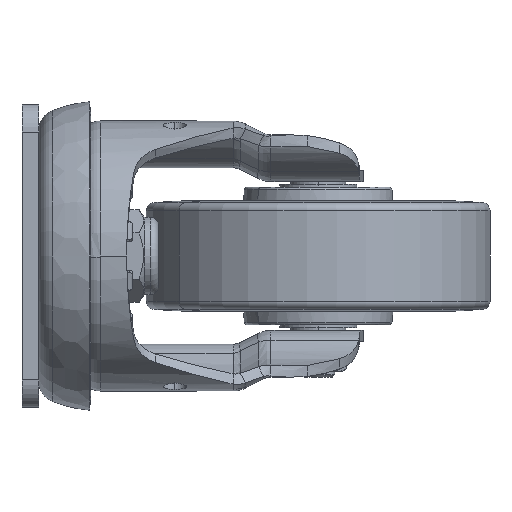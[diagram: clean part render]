
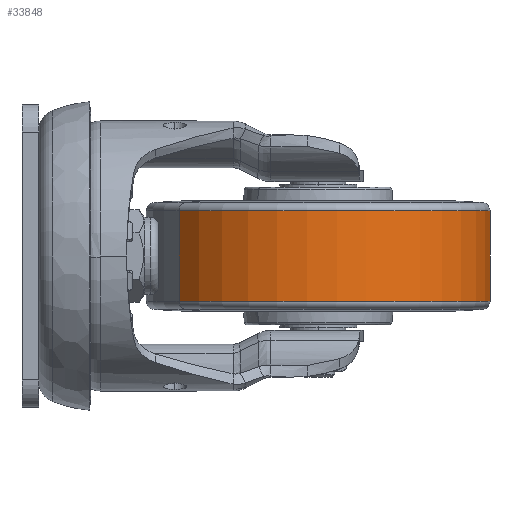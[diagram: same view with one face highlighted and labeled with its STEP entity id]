
A CAD part, left-side view. The second image highlights one B-rep face of the part: STEP entity #33848.
In plain terms, the highlighted cylindrical face has radius 62.5 mm (diameter 125 mm), a partial arc.
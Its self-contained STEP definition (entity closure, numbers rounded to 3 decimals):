
#56 = DIRECTION ( 'NONE',  ( 0., 0., 1. ) ) ;
#1299 = CIRCLE ( 'NONE', #29767, 62.5 ) ;
#2353 = VECTOR ( 'NONE', #22203, 1000. ) ;
#2757 = CARTESIAN_POINT ( 'NONE',  ( 13.165, -57.01, 16.418 ) ) ;
#2761 = CIRCLE ( 'NONE', #27043, 62.5 ) ;
#3305 = VERTEX_POINT ( 'NONE', #29536 ) ;
#4095 = ORIENTED_EDGE ( 'NONE', *, *, #25710, .F. ) ;
#4270 = AXIS2_PLACEMENT_3D ( 'NONE', #35718, #21135, #9671 ) ;
#4618 = VECTOR ( 'NONE', #9106, 1000. ) ;
#5838 = DIRECTION ( 'NONE',  ( 0.589, -0.808, 0. ) ) ;
#6280 = FACE_OUTER_BOUND ( 'NONE', #7968, .T. ) ;
#7408 = CARTESIAN_POINT ( 'NONE',  ( 86.835, -157.994, 32.348 ) ) ;
#7636 = CYLINDRICAL_SURFACE ( 'NONE', #4270, 62.5 ) ;
#7968 = EDGE_LOOP ( 'NONE', ( #36293, #33922, #9460, #4095 ) ) ;
#8529 = CARTESIAN_POINT ( 'NONE',  ( 50., -107.502, 16.418 ) ) ;
#9106 = DIRECTION ( 'NONE',  ( 0., 0., 1. ) ) ;
#9460 = ORIENTED_EDGE ( 'NONE', *, *, #26870, .T. ) ;
#9671 = DIRECTION ( 'NONE',  ( -0.589, 0.808, 0. ) ) ;
#15687 = VERTEX_POINT ( 'NONE', #36302 ) ;
#17092 = DIRECTION ( 'NONE',  ( 0., 0., -1. ) ) ;
#20470 = EDGE_CURVE ( 'NONE', #15687, #3305, #2761, .T. ) ;
#21135 = DIRECTION ( 'NONE',  ( 0., 0., 1. ) ) ;
#21361 = VERTEX_POINT ( 'NONE', #2757 ) ;
#22203 = DIRECTION ( 'NONE',  ( 0., 0., 1. ) ) ;
#23172 = DIRECTION ( 'NONE',  ( 0.589, -0.808, 0. ) ) ;
#25710 = EDGE_CURVE ( 'NONE', #15687, #21361, #36876, .T. ) ;
#25990 = EDGE_CURVE ( 'NONE', #3305, #28446, #33665, .T. ) ;
#26870 = EDGE_CURVE ( 'NONE', #28446, #21361, #1299, .T. ) ;
#27043 = AXIS2_PLACEMENT_3D ( 'NONE', #31929, #56, #5838 ) ;
#28446 = VERTEX_POINT ( 'NONE', #32888 ) ;
#29536 = CARTESIAN_POINT ( 'NONE',  ( 86.835, -157.994, -16.418 ) ) ;
#29767 = AXIS2_PLACEMENT_3D ( 'NONE', #8529, #17092, #23172 ) ;
#29840 = CARTESIAN_POINT ( 'NONE',  ( 13.165, -57.01, 32.348 ) ) ;
#31929 = CARTESIAN_POINT ( 'NONE',  ( 50., -107.502, -16.418 ) ) ;
#32888 = CARTESIAN_POINT ( 'NONE',  ( 86.835, -157.994, 16.418 ) ) ;
#33665 = LINE ( 'NONE', #7408, #2353 ) ;
#33848 = ADVANCED_FACE ( 'NONE', ( #6280 ), #7636, .T. ) ;
#33922 = ORIENTED_EDGE ( 'NONE', *, *, #25990, .T. ) ;
#35718 = CARTESIAN_POINT ( 'NONE',  ( 50., -107.502, 32.348 ) ) ;
#36293 = ORIENTED_EDGE ( 'NONE', *, *, #20470, .T. ) ;
#36302 = CARTESIAN_POINT ( 'NONE',  ( 13.165, -57.01, -16.418 ) ) ;
#36876 = LINE ( 'NONE', #29840, #4618 ) ;
